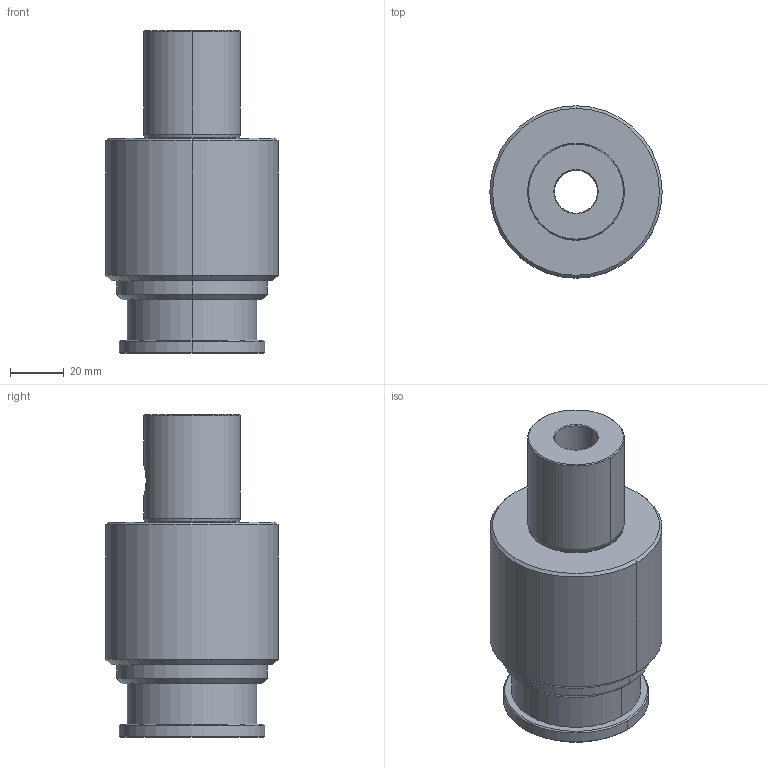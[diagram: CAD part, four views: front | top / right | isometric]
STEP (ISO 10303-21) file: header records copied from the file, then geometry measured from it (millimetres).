
FILE_DESCRIPTION(('no description'),'unknown implementation level');
FILE_NAME('60E05B7B-0F78-41B2-B18A-D969C638B2A3_export.stp',' ',('CIMSOURCE GmbH'),('CADClick - KiM GmbH - www.kimweb.de'),'unknown preprocess','ACIS','unknown authorization');
FILE_SCHEMA(('automotive_design'));
Length unit declared in the file: millimetre
Products named in the file (1): NONE
Bounding box: 64 x 64 x 120 mm (x, y, z)
Volume: 195226.7 mm3; surface area: 35991 mm2
Topology: 1 solids, 1 shells, 57 faces, 133 edges, 82 vertices
Faces by surface type: cone 22, cylinder 16, plane 15, torus 4
Entity records: 3352 total; most frequent: CARTESIAN_POINT 446, DIRECTION 311, STYLED_ITEM 272, PRESENTATION_STYLE_ASSIGNMENT 272, COLOUR_RGB 272, ORIENTED_EDGE 266, EDGE_CURVE 133, CURVE_STYLE 133
